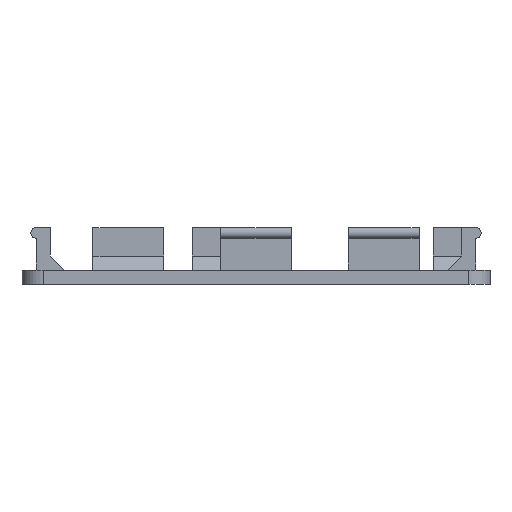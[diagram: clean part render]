
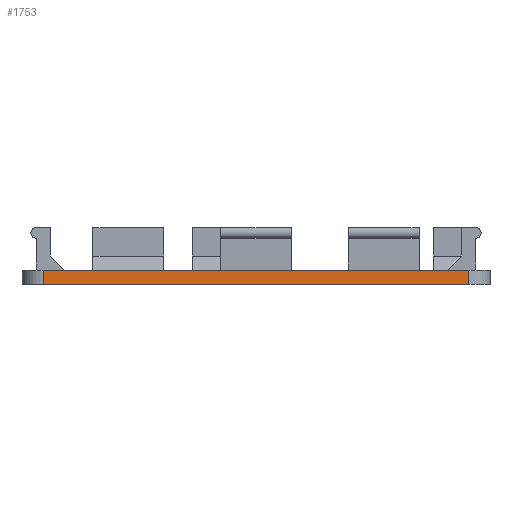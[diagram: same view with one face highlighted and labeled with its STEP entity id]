
A CAD part, left-side view. The second image highlights one B-rep face of the part: STEP entity #1753.
In plain terms, the highlighted planar face has unit normal (-1, 0, 0).
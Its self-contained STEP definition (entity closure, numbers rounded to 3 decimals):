
#129=FACE_OUTER_BOUND('',#237,.T.);
#237=EDGE_LOOP('',(#1447,#1448,#1449,#1450));
#321=LINE('',#2503,#539);
#322=LINE('',#2508,#540);
#323=LINE('',#2511,#541);
#366=LINE('',#2602,#584);
#539=VECTOR('',#2019,10.);
#540=VECTOR('',#2026,10.);
#541=VECTOR('',#2029,10.);
#584=VECTOR('',#2080,10.);
#745=VERTEX_POINT('',#2500);
#746=VERTEX_POINT('',#2502);
#747=VERTEX_POINT('',#2506);
#748=VERTEX_POINT('',#2510);
#924=EDGE_CURVE('',#746,#745,#321,.T.);
#927=EDGE_CURVE('',#746,#747,#322,.T.);
#928=EDGE_CURVE('',#747,#748,#323,.T.);
#974=EDGE_CURVE('',#748,#745,#366,.T.);
#1447=ORIENTED_EDGE('',*,*,#927,.F.);
#1448=ORIENTED_EDGE('',*,*,#924,.T.);
#1449=ORIENTED_EDGE('',*,*,#974,.F.);
#1450=ORIENTED_EDGE('',*,*,#928,.F.);
#1662=PLANE('',#1881);
#1753=ADVANCED_FACE('',(#129),#1662,.T.);
#1881=AXIS2_PLACEMENT_3D('',#2756,#2243,#2244);
#2019=DIRECTION('',(0.,-1.,0.));
#2026=DIRECTION('',(0.,0.,1.));
#2029=DIRECTION('',(0.,-1.,0.));
#2080=DIRECTION('',(0.,0.,-1.));
#2243=DIRECTION('center_axis',(-1.,0.,0.));
#2244=DIRECTION('ref_axis',(0.,-1.,0.));
#2500=CARTESIAN_POINT('',(0.,3.,0.));
#2502=CARTESIAN_POINT('',(0.,63.,0.));
#2503=CARTESIAN_POINT('',(0.,66.,0.));
#2506=CARTESIAN_POINT('',(0.,63.,2.));
#2508=CARTESIAN_POINT('',(0.,63.,0.));
#2510=CARTESIAN_POINT('',(0.,3.,2.));
#2511=CARTESIAN_POINT('',(0.,66.,2.));
#2602=CARTESIAN_POINT('',(0.,3.,0.));
#2756=CARTESIAN_POINT('Origin',(0.,66.,0.));
